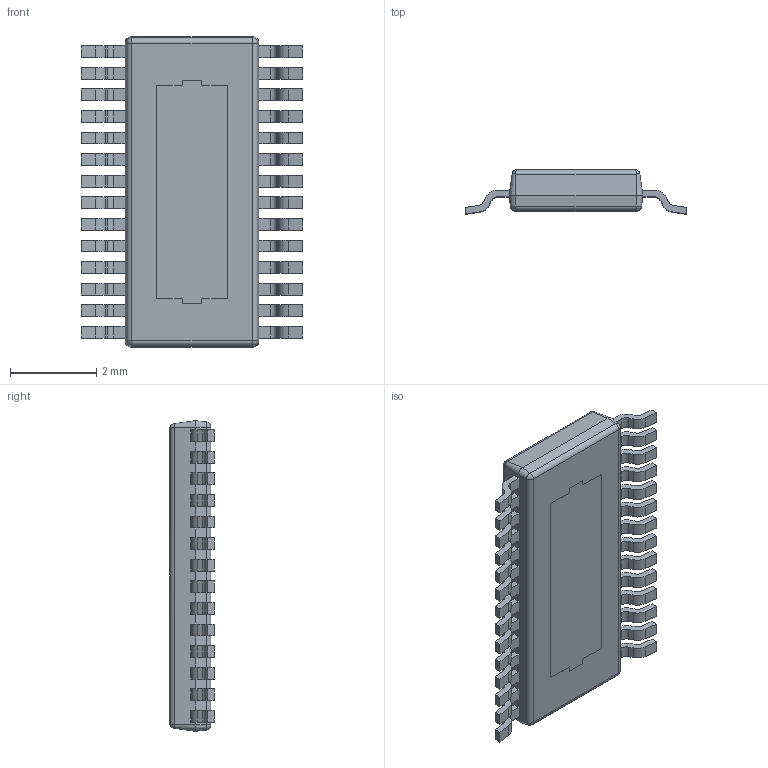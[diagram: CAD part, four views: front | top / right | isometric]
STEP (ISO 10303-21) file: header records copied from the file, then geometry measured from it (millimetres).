
FILE_DESCRIPTION (( 'STEP AP214' ), '1' );
FILE_NAME ('DRV8243SQDGQRQ1.STEP', '2023-08-08T17:58:37', ( '' ), ( '' ), 'SwSTEP 2.0', 'SolidWorks 2021', '' );
FILE_SCHEMA (( 'AUTOMOTIVE_DESIGN' ));
Length unit declared in the file: millimetre
Products named in the file (1): DRV8243SQDGQRQ1
Bounding box: 5.14 x 1.03 x 7.2 mm (x, y, z)
Volume: 21.8 mm3; surface area: 88.2 mm2
Topology: 1 solids, 1 shells, 411 faces, 1200 edges, 788 vertices
Faces by surface type: plane 275, cylinder 120, cone 8, torus 4, bspline 4
Entity records: 19105 total; most frequent: CARTESIAN_POINT 3492, ORIENTED_EDGE 2392, DIRECTION 2244, EDGE_CURVE 1196, LINE 940, VECTOR 940, VERTEX_POINT 788, AXIS2_PLACEMENT_3D 652
